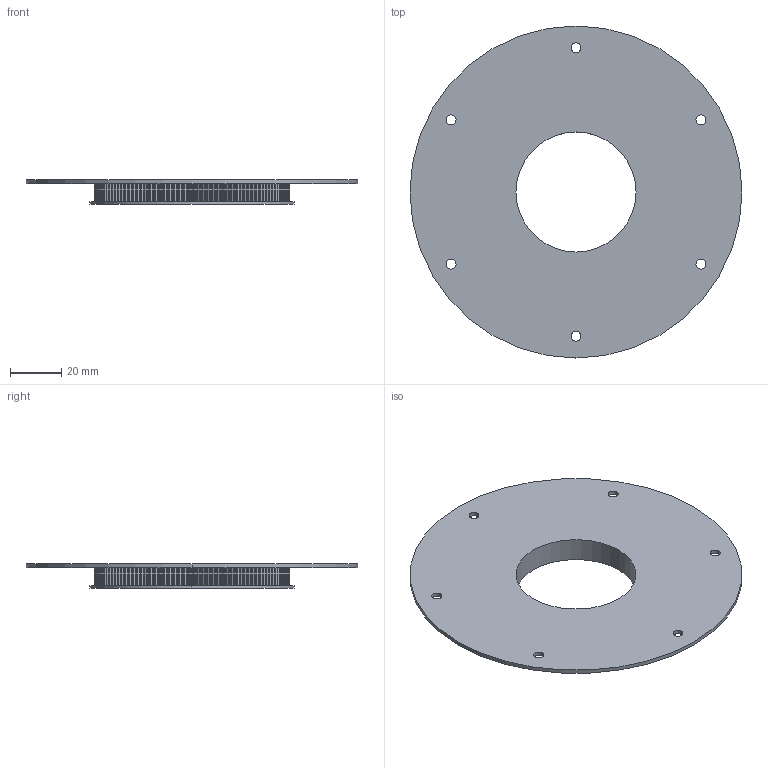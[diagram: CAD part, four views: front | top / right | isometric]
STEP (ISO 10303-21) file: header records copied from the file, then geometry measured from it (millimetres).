
FILE_DESCRIPTION (( 'STEP AP203' ), '1' );
FILE_NAME ('Shaft Pulley.STEP', '2026-01-11T20:18:18', ( '' ), ( '' ), 'SwSTEP 2.0', 'SolidWorks 2024', '' );
FILE_SCHEMA (( 'CONFIG_CONTROL_DESIGN' ));
Length unit declared in the file: millimetre
Products named in the file (1): Shaft Pulley
Bounding box: 130 x 130 x 9.5 mm (x, y, z)
Volume: 39874.9 mm3; surface area: 28607.3 mm2
Topology: 1 solids, 1 shells, 1079 faces, 3225 edges, 2150 vertices
Faces by surface type: cylinder 1075, plane 4
Entity records: 37774 total; most frequent: DIRECTION 7535, CARTESIAN_POINT 6455, ORIENTED_EDGE 6450, AXIS2_PLACEMENT_3D 3230, EDGE_CURVE 3225, CIRCLE 2150, VERTEX_POINT 2150, EDGE_LOOP 1095
